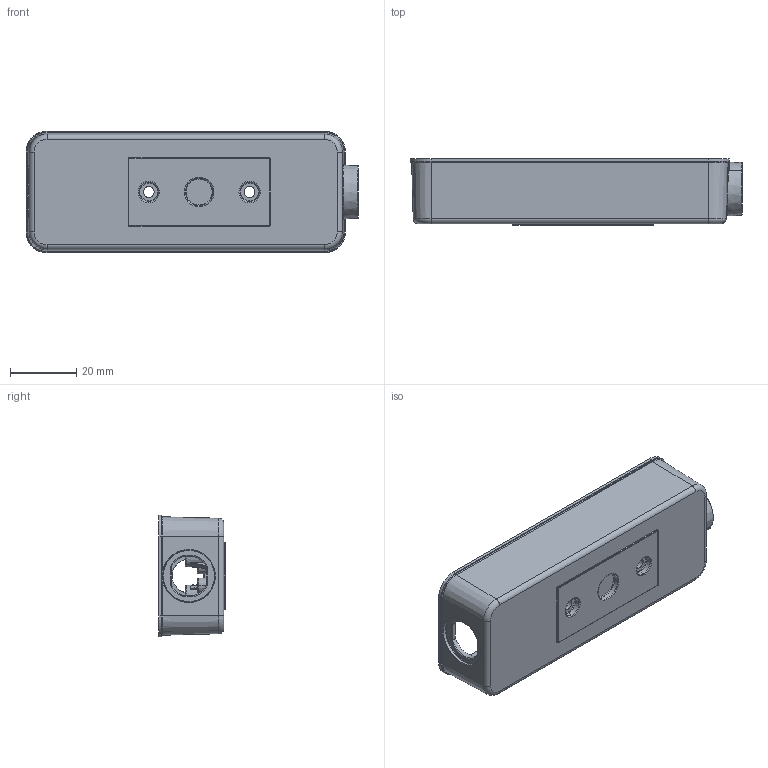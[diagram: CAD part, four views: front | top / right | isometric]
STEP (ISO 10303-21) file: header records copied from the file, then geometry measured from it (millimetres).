
FILE_DESCRIPTION((''),'2;1');
FILE_NAME('511612','2018-10-09T09:36:20',('kitd'),(''),'CREO PARAMETRIC BY PTC INC, 2017380','CREO PARAMETRIC BY PTC INC, 2017380','');
FILE_SCHEMA(('AUTOMOTIVE_DESIGN { 1 0 10303 214 1 1 1 1 }'));
Length unit declared in the file: inch
Products named in the file (1): 511612
Bounding box: 100.33 x 20.19 x 36.83 mm (x, y, z)
Volume: 18265.8 mm3; surface area: 18121.4 mm2
Topology: 1 solids, 9 shells, 780 faces, 1798 edges, 1040 vertices
Faces by surface type: cylinder 260, plane 155, bspline 154, torus 92, cone 77, sphere 42
Entity records: 33068 total; most frequent: CARTESIAN_POINT 15626, ORIENTED_EDGE 3548, DIRECTION 3349, EDGE_CURVE 1786, AXIS2_PLACEMENT_3D 1356, VERTEX_POINT 1040, EDGE_LOOP 816, FACE_OUTER_BOUND 780
